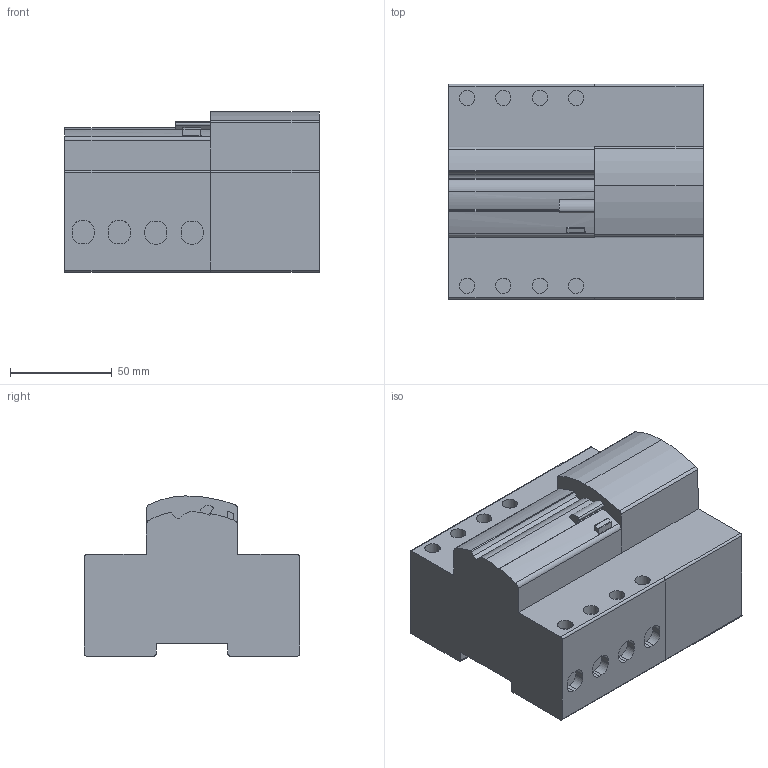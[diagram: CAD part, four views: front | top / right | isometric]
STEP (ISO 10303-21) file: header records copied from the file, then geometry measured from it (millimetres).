
FILE_DESCRIPTION(('CATIA V5 STEP Exchange','CAx-IF Rec.Pracs.--- Model Styling and Organization---1.4--- 2014-01-23'),'2;1');
FILE_NAME('ATR4 cubo.stp','2020-09-22T07:48:18+00:00',('none'),('none'),'CATIA Version 5-6 Release 2016 SP6 HF30','CATIA V5 STEP AP214','none');
FILE_SCHEMA(('AUTOMOTIVE_DESIGN { 1 0 10303 214 1 1 1 1 }'));
Length unit declared in the file: millimetre
Products named in the file (1): ATR2 cubo
Bounding box: 125.1 x 105.9 x 78.8 mm (x, y, z)
Volume: 756180.8 mm3; surface area: 60557.6 mm2
Topology: 1 solids, 1 shells, 152 faces, 397 edges, 264 vertices
Faces by surface type: cylinder 79, plane 73
Entity records: 4411 total; most frequent: CARTESIAN_POINT 797, ORIENTED_EDGE 794, DIRECTION 622, EDGE_CURVE 397, AXIS2_PLACEMENT_3D 271, VERTEX_POINT 264, VECTOR 238, LINE 238
